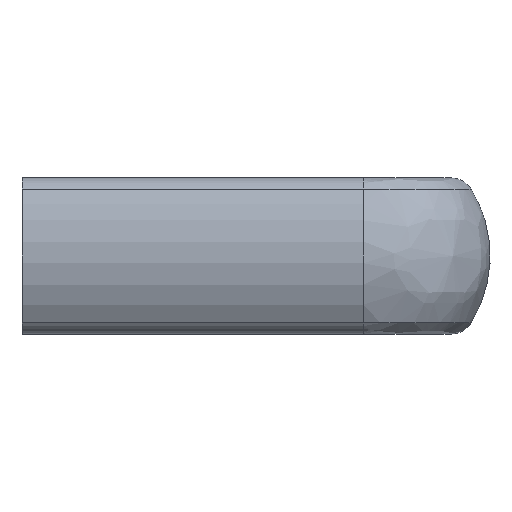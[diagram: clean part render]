
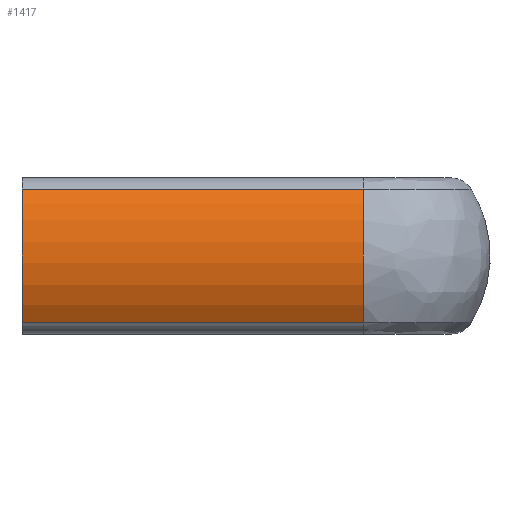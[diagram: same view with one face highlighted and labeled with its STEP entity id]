
A CAD part, left-side view. The second image highlights one B-rep face of the part: STEP entity #1417.
In plain terms, the highlighted free-form (B-spline) face has degree [1, 2] with [2, 3] control points.
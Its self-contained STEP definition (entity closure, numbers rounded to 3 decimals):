
#1059=CARTESIAN_POINT('',(-2.038,-35.0,-6.868));
#1060=VERTEX_POINT('',#1059);
#1181=CARTESIAN_POINT('',(-2.038,-35.0,6.868));
#1182=VERTEX_POINT('',#1181);
#1240=CARTESIAN_POINT('',(-2.038,-35.0,-6.868));
#1241=CARTESIAN_POINT('',(-6.311,-35.,0.));
#1242=CARTESIAN_POINT('',(-2.038,-35.0,6.868));
#1250=(BOUNDED_CURVE()B_SPLINE_CURVE(2,(#1240,#1241,#1242),.UNSPECIFIED.,.F.,.U.)CURVE()GEOMETRIC_REPRESENTATION_ITEM()QUASI_UNIFORM_CURVE()RATIONAL_B_SPLINE_CURVE((1.0,0.849,1.0))REPRESENTATION_ITEM(''));
#1251=EDGE_CURVE('',#1060,#1182,#1250,.T.);
#1273=CARTESIAN_POINT('',(-2.038,0.,-6.868));
#1274=VERTEX_POINT('',#1273);
#1275=CARTESIAN_POINT('',(-2.038,0.,-6.868));
#1276=CARTESIAN_POINT('',(-2.038,-35.0,-6.868));
#1277=QUASI_UNIFORM_CURVE('',1,(#1275,#1276),.UNSPECIFIED.,.F.,.U.);
#1278=EDGE_CURVE('',#1274,#1060,#1277,.T.);
#1359=CARTESIAN_POINT('',(-2.038,0.,6.868));
#1360=VERTEX_POINT('',#1359);
#1376=CARTESIAN_POINT('',(-2.038,0.,6.868));
#1377=CARTESIAN_POINT('',(-2.038,-35.0,6.868));
#1378=QUASI_UNIFORM_CURVE('',1,(#1376,#1377),.UNSPECIFIED.,.F.,.U.);
#1379=EDGE_CURVE('',#1360,#1182,#1378,.T.);
#1385=CARTESIAN_POINT('',(-1.977,0.875,-6.964));
#1386=CARTESIAN_POINT('',(-1.977,-35.897,-6.964));
#1387=CARTESIAN_POINT('',(-6.587,0.875,0.302));
#1388=CARTESIAN_POINT('',(-6.587,-35.897,0.302));
#1389=CARTESIAN_POINT('',(-1.7,0.875,7.384));
#1390=CARTESIAN_POINT('',(-1.7,-35.897,7.384));
#1398=(BOUNDED_SURFACE()B_SPLINE_SURFACE(1,2,((#1385,#1387,#1389),(#1386,#1388,#1390)),.UNSPECIFIED.,.F.,.F.,.U.)B_SPLINE_SURFACE_WITH_KNOTS((2,2),(3,3),(0.0,36.772),(0.0,15.65),.UNSPECIFIED.)GEOMETRIC_REPRESENTATION_ITEM()RATIONAL_B_SPLINE_SURFACE(((1.0,0.834,1.0),(1.0,0.834,1.0)))REPRESENTATION_ITEM('')SURFACE());
#1399=ORIENTED_EDGE('',*,*,#1379,.F.);
#1400=CARTESIAN_POINT('',(-2.038,0.0,-6.868));
#1401=CARTESIAN_POINT('',(-6.311,0.0,0.));
#1402=CARTESIAN_POINT('',(-2.038,0.0,6.868));
#1410=(BOUNDED_CURVE()B_SPLINE_CURVE(2,(#1400,#1401,#1402),.UNSPECIFIED.,.F.,.U.)CURVE()GEOMETRIC_REPRESENTATION_ITEM()QUASI_UNIFORM_CURVE()RATIONAL_B_SPLINE_CURVE((1.0,0.849,1.0))REPRESENTATION_ITEM(''));
#1411=EDGE_CURVE('',#1274,#1360,#1410,.T.);
#1412=ORIENTED_EDGE('',*,*,#1411,.F.);
#1413=ORIENTED_EDGE('',*,*,#1278,.T.);
#1414=ORIENTED_EDGE('',*,*,#1251,.T.);
#1415=EDGE_LOOP('',(#1399,#1412,#1413,#1414));
#1416=FACE_OUTER_BOUND('',#1415,.T.);
#1417=ADVANCED_FACE('',(#1416),#1398,.T.);
